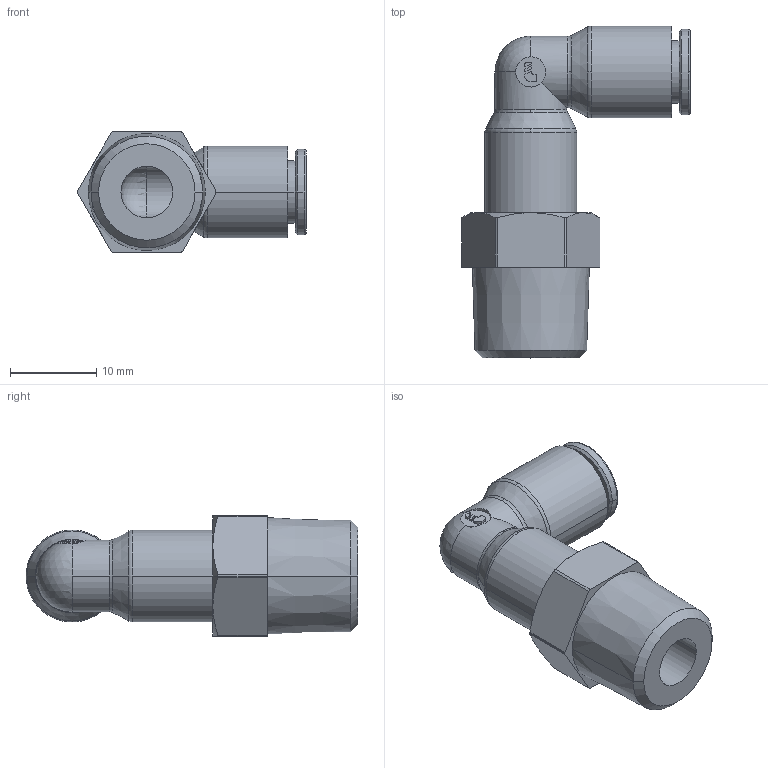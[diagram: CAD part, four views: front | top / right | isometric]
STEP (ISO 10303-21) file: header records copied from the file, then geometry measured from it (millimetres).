
FILE_DESCRIPTION(('STEP AP214'),'1');
FILE_NAME('6509_06_13WP2.stp','2016-07-07T14:18:02',('TraceParts'),('TraceParts S.A.'),'Spatial InterOp 3D',' ',' ');
FILE_SCHEMA(('automotive_design'));
Length unit declared in the file: millimetre
Products named in the file (1): 1
Bounding box: 26.45 x 38.42 x 14 mm (x, y, z)
Volume: 3656.1 mm3; surface area: 3081.9 mm2
Topology: 1 solids, 1 shells, 91 faces, 234 edges, 149 vertices
Faces by surface type: cylinder 32, plane 29, cone 18, torus 10, sphere 2
Entity records: 2925 total; most frequent: CARTESIAN_POINT 634, DIRECTION 521, ORIENTED_EDGE 462, EDGE_CURVE 231, AXIS2_PLACEMENT_3D 213, VERTEX_POINT 149, CIRCLE 117, EDGE_LOOP 100
